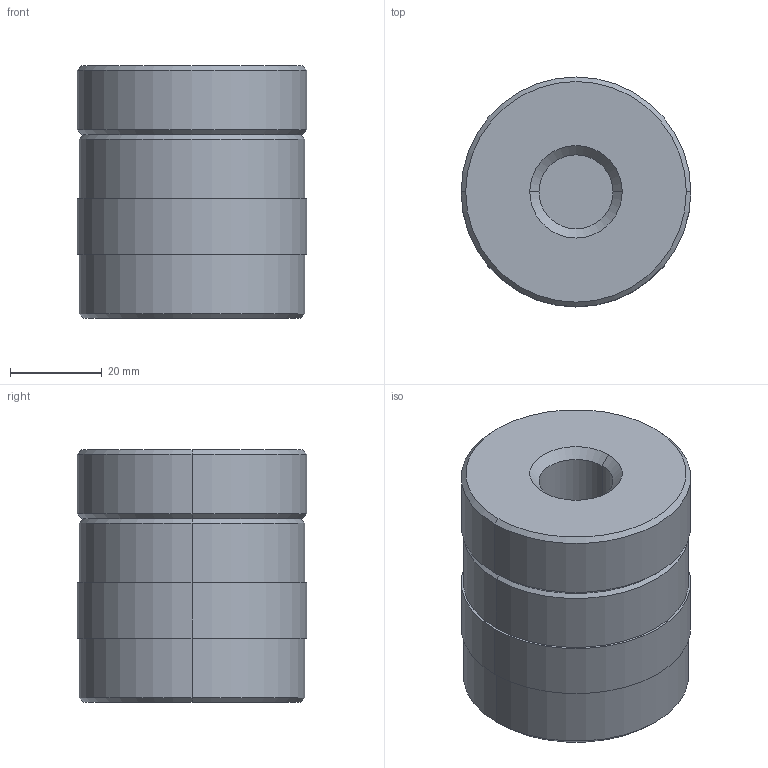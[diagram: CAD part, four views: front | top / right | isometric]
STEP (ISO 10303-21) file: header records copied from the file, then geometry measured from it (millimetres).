
FILE_DESCRIPTION(('STEP AP214'),'1');
FILE_NAME('160822.STP','2011-09-08T13:54:08',(' '),(' '),'Spatial InterOp 3D',' ',' ');
FILE_SCHEMA(('automotive_design'));
Length unit declared in the file: millimetre
Products named in the file (3): Zylinder
Bounding box: 50 x 50 x 55 mm (x, y, z)
Volume: 91427.3 mm3; surface area: 28010.3 mm2
Topology: 3 solids, 3 shells, 63 faces, 128 edges, 80 vertices
Faces by surface type: cylinder 32, cone 16, plane 15
Entity records: 2265 total; most frequent: DIRECTION 340, CARTESIAN_POINT 274, ORIENTED_EDGE 256, AXIS2_PLACEMENT_3D 146, EDGE_CURVE 128, EDGE_LOOP 80, VERTEX_POINT 80, CIRCLE 80
